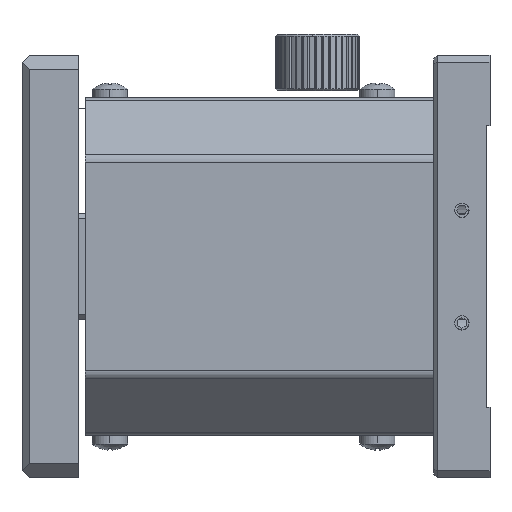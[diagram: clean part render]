
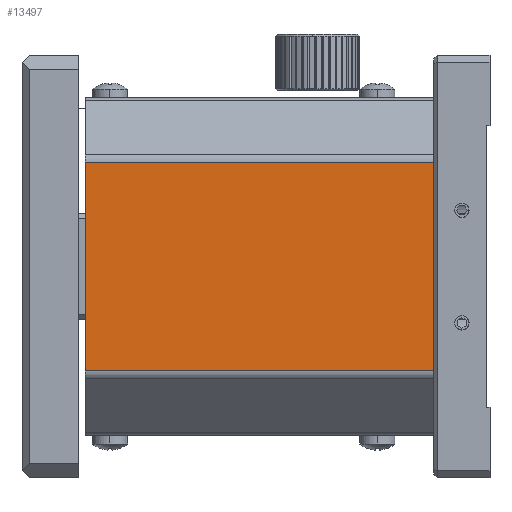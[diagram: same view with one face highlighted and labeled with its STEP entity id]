
A CAD part, left-side view. The second image highlights one B-rep face of the part: STEP entity #13497.
In plain terms, the highlighted planar face has unit normal (-1, 0, 0).
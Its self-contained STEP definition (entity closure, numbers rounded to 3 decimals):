
#108 = CARTESIAN_POINT ( 'NONE',  ( -28.5, 8., -14.793 ) ) ;
#249 = VECTOR ( 'NONE', #965, 1000. ) ;
#662 = EDGE_CURVE ( 'NONE', #9249, #13611, #16673, .T. ) ;
#965 = DIRECTION ( 'NONE',  ( 0., 0., 1. ) ) ;
#1840 = EDGE_CURVE ( 'NONE', #9249, #15703, #22932, .T. ) ;
#2116 = CARTESIAN_POINT ( 'NONE',  ( -28.5, 57.5, 14.793 ) ) ;
#2363 = EDGE_CURVE ( 'NONE', #13611, #21652, #23218, .T. ) ;
#2838 = DIRECTION ( 'NONE',  ( 0., 0., 1. ) ) ;
#4152 = DIRECTION ( 'NONE',  ( 0., 1., 0. ) ) ;
#5947 = CARTESIAN_POINT ( 'NONE',  ( -28.5, 8., 14.793 ) ) ;
#7407 = ORIENTED_EDGE ( 'NONE', *, *, #1840, .T. ) ;
#7459 = VECTOR ( 'NONE', #2838, 1000. ) ;
#7715 = DIRECTION ( 'NONE',  ( -1., 0., 0. ) ) ;
#8475 = CARTESIAN_POINT ( 'NONE',  ( -28.5, 57.5, 15. ) ) ;
#9249 = VERTEX_POINT ( 'NONE', #13827 ) ;
#9300 = CARTESIAN_POINT ( 'NONE',  ( -28.5, 8., 15. ) ) ;
#10918 = EDGE_CURVE ( 'NONE', #15703, #21652, #19586, .T. ) ;
#11067 = DIRECTION ( 'NONE',  ( 0., -1., 0. ) ) ;
#11279 = ORIENTED_EDGE ( 'NONE', *, *, #10918, .T. ) ;
#11706 = CARTESIAN_POINT ( 'NONE',  ( -28.5, 57.5, -14.793 ) ) ;
#12712 = VECTOR ( 'NONE', #4152, 1000. ) ;
#13004 = DIRECTION ( 'NONE',  ( 0., 1., 0. ) ) ;
#13497 = ADVANCED_FACE ( 'NONE', ( #14594 ), #20370, .T. ) ;
#13611 = VERTEX_POINT ( 'NONE', #11706 ) ;
#13827 = CARTESIAN_POINT ( 'NONE',  ( -28.5, 8., -14.793 ) ) ;
#14082 = VECTOR ( 'NONE', #13004, 1000. ) ;
#14594 = FACE_OUTER_BOUND ( 'NONE', #18089, .T. ) ;
#15132 = AXIS2_PLACEMENT_3D ( 'NONE', #9300, #7715, #11067 ) ;
#15282 = CARTESIAN_POINT ( 'NONE',  ( -28.5, 8., 14.793 ) ) ;
#15703 = VERTEX_POINT ( 'NONE', #5947 ) ;
#16673 = LINE ( 'NONE', #108, #14082 ) ;
#18089 = EDGE_LOOP ( 'NONE', ( #18690, #23043, #7407, #11279 ) ) ;
#18690 = ORIENTED_EDGE ( 'NONE', *, *, #2363, .F. ) ;
#19586 = LINE ( 'NONE', #15282, #12712 ) ;
#20370 = PLANE ( 'NONE',  #15132 ) ;
#21261 = CARTESIAN_POINT ( 'NONE',  ( -28.5, 8., 15. ) ) ;
#21652 = VERTEX_POINT ( 'NONE', #2116 ) ;
#22932 = LINE ( 'NONE', #21261, #7459 ) ;
#23043 = ORIENTED_EDGE ( 'NONE', *, *, #662, .F. ) ;
#23218 = LINE ( 'NONE', #8475, #249 ) ;
